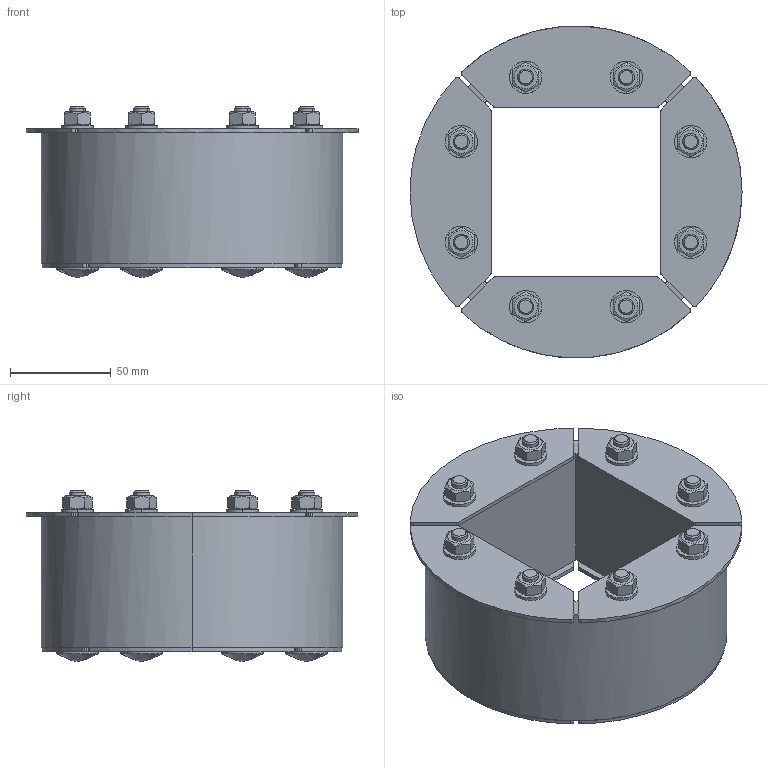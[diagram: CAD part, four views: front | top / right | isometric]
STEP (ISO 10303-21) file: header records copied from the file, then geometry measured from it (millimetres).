
FILE_DESCRIPTION((''),'2;1');
FILE_NAME('R150.stp','2009-08-14T11:39:47',('JE BOHLIN'),('Roxtec International AB'),'Mechanical Desktop 2005','Mechanical Desktop 2005',', , ');
FILE_SCHEMA(('CONFIG_CONTROL_DESIGN'));
Length unit declared in the file: millimetre
Products named in the file (9): R150; FRONT; RUBBER; REAR; BOLTS; CUP HEAD SQUARE NECK BOLT - DIN 603 - M8 X 80; WASHER - ISO 7089 - 8 - 140 HV; HEX NUT - ISO 4032 - M8; A3-LLOGO
Assembly tree (29 placements, depth 3):
  R150
    FRONT
    RUBBER
    REAR
    BOLTS
      CUP HEAD SQUARE NECK BOLT - DIN 603 - M8 X 80  x8
      WASHER - ISO 7089 - 8 - 140 HV  x8
      HEX NUT - ISO 4032 - M8  x8
    A3-LLOGO
Bounding box: 165 x 164.89 x 84.87 mm (x, y, z)
Surface area: 168130.3 mm2 (no closed solid volume)
Topology: 0 solids, 0 shells, 524 faces, 2492 edges, 2492 vertices
Faces by surface type: bspline 524
Entity records: 9844 total; most frequent: CARTESIAN_POINT 6844, COMPOSITE_CURVE_SEGMENT 994, QUASI_UNIFORM_CURVE 732, PCURVE 394, OUTER_BOUNDARY_CURVE 195, CURVE_BOUNDED_SURFACE 195, QUASI_UNIFORM_SURFACE 67, DIRECTION 60
